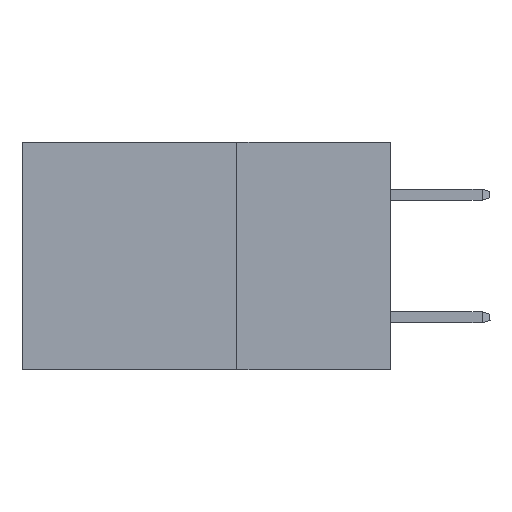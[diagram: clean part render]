
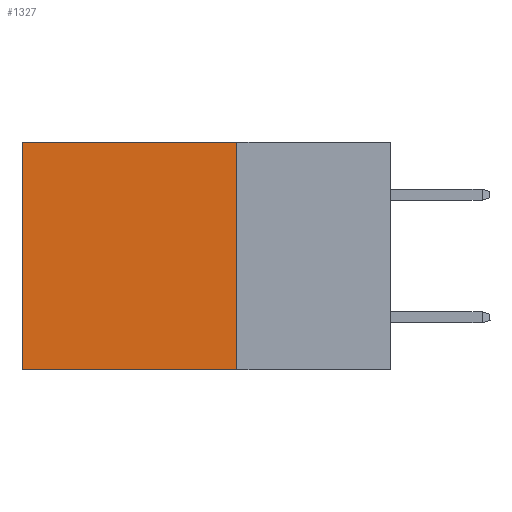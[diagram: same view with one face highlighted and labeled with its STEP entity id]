
A CAD part, left-side view. The second image highlights one B-rep face of the part: STEP entity #1327.
In plain terms, the highlighted planar face has unit normal (-1, 0, 0).
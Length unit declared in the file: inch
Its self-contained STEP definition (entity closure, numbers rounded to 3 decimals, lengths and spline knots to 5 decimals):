
#661 = CARTESIAN_POINT ( 'NONE',  ( 0.2875, 0.25, 0. ) ) ;
#1087 = EDGE_CURVE ( 'NONE', #14349, #13733, #13366, .T. ) ;
#1327 = ADVANCED_FACE ( 'NONE', ( #21449 ), #5218, .F. ) ;
#1653 = CARTESIAN_POINT ( 'NONE',  ( 0.2875, 0.25, -0.37 ) ) ;
#2342 = ORIENTED_EDGE ( 'NONE', *, *, #7987, .F. ) ;
#3918 = CARTESIAN_POINT ( 'NONE',  ( 0.2875, 0.25, 0. ) ) ;
#3961 = DIRECTION ( 'NONE',  ( 0., 0., -1. ) ) ;
#5134 = VECTOR ( 'NONE', #5195, 39.37008 ) ;
#5195 = DIRECTION ( 'NONE',  ( 0., 1., 0. ) ) ;
#5218 = PLANE ( 'NONE',  #16903 ) ;
#5897 = CARTESIAN_POINT ( 'NONE',  ( 0.2875, 0.25, -0.37 ) ) ;
#6109 = VERTEX_POINT ( 'NONE', #19777 ) ;
#6913 = EDGE_CURVE ( 'NONE', #6109, #14349, #9736, .T. ) ;
#7209 = VECTOR ( 'NONE', #15917, 39.37008 ) ;
#7332 = DIRECTION ( 'NONE',  ( 0., 0., -1. ) ) ;
#7555 = CARTESIAN_POINT ( 'NONE',  ( 0.2875, 0.6, 0. ) ) ;
#7987 = EDGE_CURVE ( 'NONE', #10840, #13733, #19766, .T. ) ;
#8133 = VECTOR ( 'NONE', #11911, 39.37008 ) ;
#9736 = LINE ( 'NONE', #15095, #8133 ) ;
#10444 = ORIENTED_EDGE ( 'NONE', *, *, #18400, .F. ) ;
#10840 = VERTEX_POINT ( 'NONE', #5897 ) ;
#11911 = DIRECTION ( 'NONE',  ( 0., 1., 0. ) ) ;
#12387 = CARTESIAN_POINT ( 'NONE',  ( 0.2875, 0.6, -0.37 ) ) ;
#13366 = LINE ( 'NONE', #7555, #21719 ) ;
#13733 = VERTEX_POINT ( 'NONE', #12387 ) ;
#13834 = DIRECTION ( 'NONE',  ( 1., 0., 0. ) ) ;
#14349 = VERTEX_POINT ( 'NONE', #19028 ) ;
#15095 = CARTESIAN_POINT ( 'NONE',  ( 0.2875, 0.25, 0. ) ) ;
#15917 = DIRECTION ( 'NONE',  ( 0., 0., -1. ) ) ;
#16903 = AXIS2_PLACEMENT_3D ( 'NONE', #3918, #13834, #7332 ) ;
#18180 = EDGE_LOOP ( 'NONE', ( #20161, #2342, #10444, #18650 ) ) ;
#18400 = EDGE_CURVE ( 'NONE', #6109, #10840, #20498, .T. ) ;
#18650 = ORIENTED_EDGE ( 'NONE', *, *, #6913, .T. ) ;
#19028 = CARTESIAN_POINT ( 'NONE',  ( 0.2875, 0.6, 0. ) ) ;
#19766 = LINE ( 'NONE', #1653, #5134 ) ;
#19777 = CARTESIAN_POINT ( 'NONE',  ( 0.2875, 0.25, 0. ) ) ;
#20161 = ORIENTED_EDGE ( 'NONE', *, *, #1087, .T. ) ;
#20498 = LINE ( 'NONE', #661, #7209 ) ;
#21449 = FACE_OUTER_BOUND ( 'NONE', #18180, .T. ) ;
#21719 = VECTOR ( 'NONE', #3961, 39.37008 ) ;
